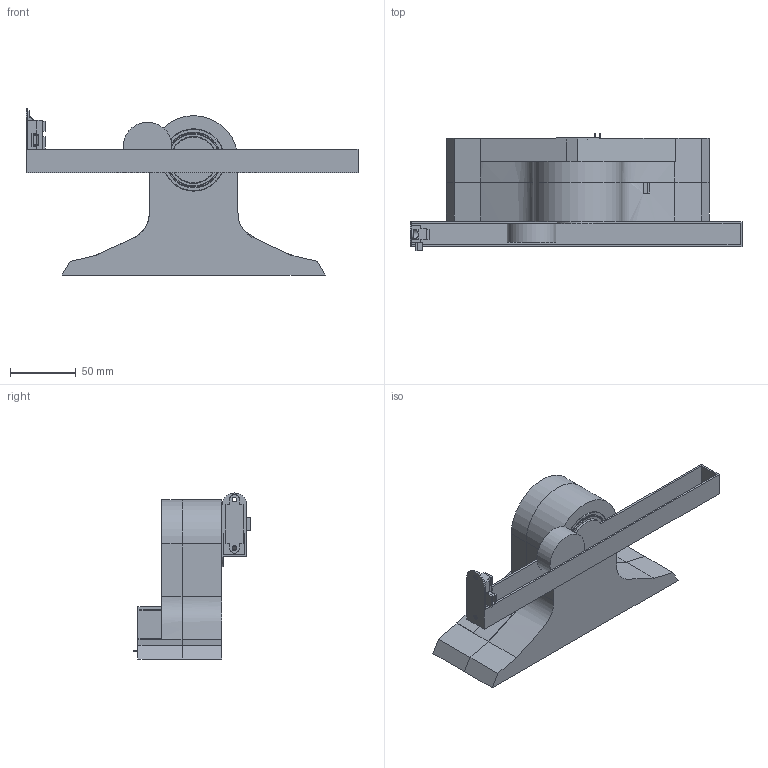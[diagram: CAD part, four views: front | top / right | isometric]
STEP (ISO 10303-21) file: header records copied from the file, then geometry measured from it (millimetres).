
FILE_DESCRIPTION(/* description */ ('','CAx-IF Rec.Pracs.---Representation and Presentation of Product Manufacturing Information (PMI)---4.0---2014-10-13'),/* implementation_level */ '2;1');
FILE_NAME(/* name */ 'InstructablesPIDAssembly v10.step',/* time_stamp */ '2025-01-14T01:16:08Z',/* author */ (''),/* organization */ (''),/* preprocessor_version */ 'ST-DEVELOPER v20',/* originating_system */ 'Autodesk Translation Framework v13.20.0.188',/* authorisation */ '');
FILE_SCHEMA (('AP242_MANAGED_MODEL_BASED_3D_ENGINEERING_MIM_LF { 1 0 10303 442 1 1 4 }'));
Products named in the file (14): Assembly; Sharp GP2Y0A41SK0F; SG90 Servo model; Disc; 35Bore_47OD_7bearing; 4668K269_Permanently Lubricated Stainless Steel Ball Bearing; Trough; Component1; Base; Servo_Spur_10T1M; Component1_1; Base_backplate; 6V AA battery case; nano placeholder
Assembly tree (13 placements, depth 3):
  Assembly
    Sharp GP2Y0A41SK0F
    SG90 Servo model
    Disc
    35Bore_47OD_7bearing
      4668K269_Permanently Lubricated Stainless Steel Ball Bearing
    Trough
      Component1
    Base
    Servo_Spur_10T1M
      Component1_1
    Base_backplate
    6V AA battery case
    nano placeholder
Bounding box: 252.5 x 89.4 x 126.28 mm (x, y, z)
Volume: 497448 mm3; surface area: 158799.1 mm2
Topology: 39 solids, 39 shells, 844 faces, 2318 edges, 1531 vertices
Faces by surface type: plane 389, bspline 234, cylinder 179, sphere 20, cone 12, torus 10
Full cylindrical faces by diameter (mm): 1.2 x2, 2.5 x1, 3.2 x2, 3.6 x3, 3.7 x1, 4.6 x8, 5.2 x1, 9.6 x4, 34.8 x1, 35 x1, 37 x1, 39.723 x3, 40.083 x1, 40.203 x3, 41.83 x4, 47 x1, 47.4 x1
Entity records: 73156 total; most frequent: CARTESIAN_POINT 52425, ORIENTED_EDGE 4556, DIRECTION 3657, EDGE_CURVE 2278, VERTEX_POINT 1531, LINE 1509, VECTOR 1509, AXIS2_PLACEMENT_3D 1074
